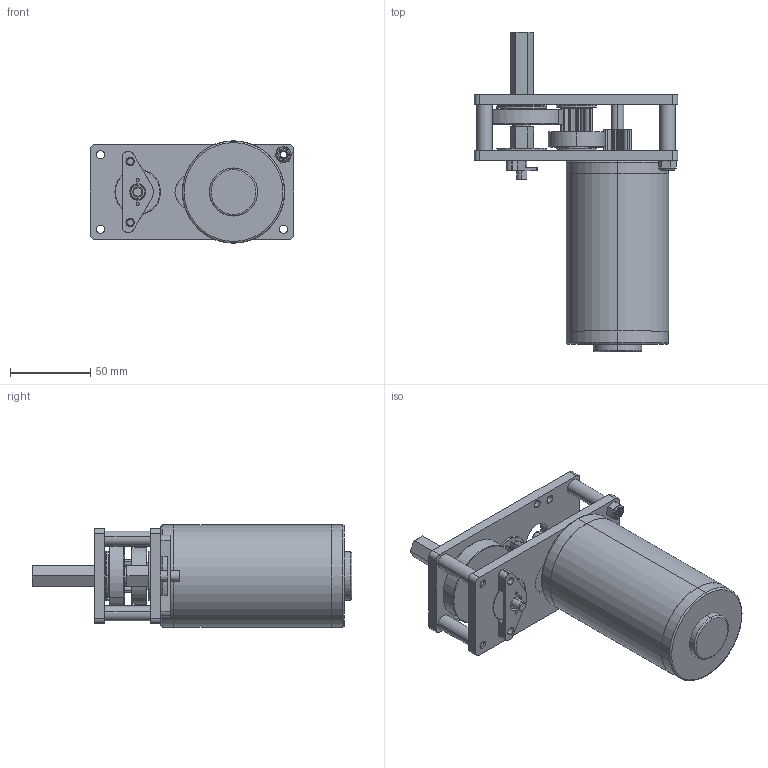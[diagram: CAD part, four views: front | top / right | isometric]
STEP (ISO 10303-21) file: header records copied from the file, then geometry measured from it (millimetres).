
FILE_DESCRIPTION (( 'STEP AP203' ), '1' );
FILE_NAME ('am-2679 671 Gearbox.STEP', '2015-01-12T16:26:56', ( '' ), ( '' ), 'SwSTEP 2.0', 'SolidWorks 2014', '' );
FILE_SCHEMA (( 'CONFIG_CONTROL_DESIGN' ));
Length unit declared in the file: inch
Products named in the file (15): 28T Medium Cluster Gear; CIM Motor SW1; 40T 20dp 500h; Toughbox Small Hex Shaft; 10-32 Nylock Nut 1_90631A411; TB Hex Output Shaft; 1315 375 spacer; 12T CIM Gear_Inch - Spur gear 20DP 12T 14.5PA .52FW ---S12N3.0H2.0L0.25N; am-2679 671 Gearbox; FR6ZZ-L Bearing; FR8ZZ Hex Bearing; Toughbox d29a; 671 Gearbox Motor Plate; 14T 20dp 375hex_Inch - Spur gear 20DP 14T 14.5PA .568FW ---S14N3.0H2.0L0.25N; FR6ZZ Bearing_smart
Assembly tree (19 placements, depth 2):
  am-2679 671 Gearbox
    671 Gearbox Motor Plate  x2
    FR6ZZ Bearing_smart  x2
    CIM Motor SW1
    Toughbox Small Hex Shaft
    TB Hex Output Shaft
    12T CIM Gear_Inch - Spur gear 20DP 12T 14.5PA .52FW ---S12N3.0H2.0L0.25N
    FR6ZZ-L Bearing
    FR8ZZ Hex Bearing
    Toughbox d29a
    14T 20dp 375hex_Inch - Spur gear 20DP 14T 14.5PA .568FW ---S14N3.0H2.0L0.25N
    28T Medium Cluster Gear
    40T 20dp 500h
    10-32 Nylock Nut 1_90631A411
    1315 375 spacer  x4
Bounding box: 127 x 199.76 x 64.01 mm (x, y, z)
Volume: 513432 mm3; surface area: 102417.7 mm2
Topology: 20 solids, 20 shells, 664 faces, 1648 edges, 1050 vertices
Faces by surface type: cylinder 404, plane 145, cone 95, torus 20
Entity records: 20148 total; most frequent: CARTESIAN_POINT 3848, DIRECTION 3361, ORIENTED_EDGE 2884, EDGE_CURVE 1442, AXIS2_PLACEMENT_3D 1385, VERTEX_POINT 920, CIRCLE 784, EDGE_LOOP 674
